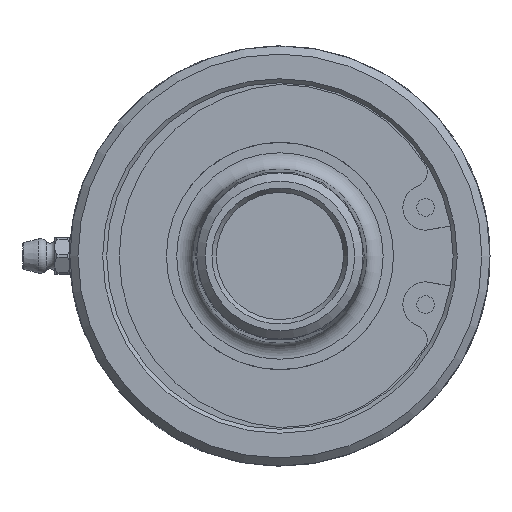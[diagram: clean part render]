
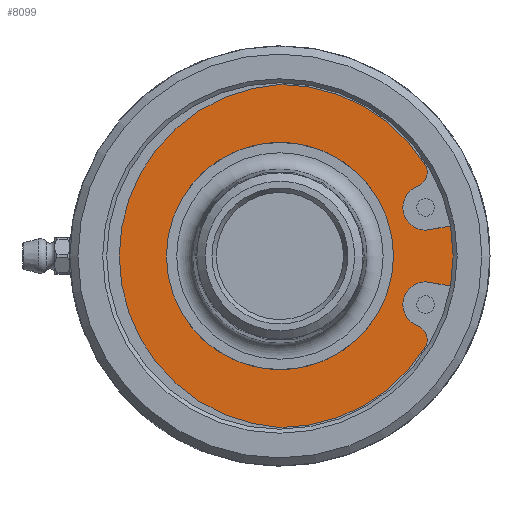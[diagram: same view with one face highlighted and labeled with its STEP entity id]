
A CAD part, left-side view. The second image highlights one B-rep face of the part: STEP entity #8099.
In plain terms, the highlighted planar face has unit normal (-1, 0, 0).
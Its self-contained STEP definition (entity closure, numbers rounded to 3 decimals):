
#372=PLANE('',#8766);
#511=FACE_BOUND('',#1488,.T.);
#1000=FACE_OUTER_BOUND('',#1487,.T.);
#1487=EDGE_LOOP('',(#5840,#5841,#5842,#5843,#5844,#5845,#5846,#5847,#5848,
#5849));
#1488=EDGE_LOOP('',(#5850,#5851));
#1977=CIRCLE('',#8624,22.325);
#1978=CIRCLE('',#8625,22.325);
#2040=CIRCLE('',#8732,4.474);
#2046=CIRCLE('',#8743,33.733);
#2048=CIRCLE('',#8746,2.949);
#2050=CIRCLE('',#8749,4.474);
#2052=CIRCLE('',#8752,2.949);
#2054=CIRCLE('',#8755,33.733);
#2056=CIRCLE('',#8758,33.806);
#2058=CIRCLE('',#8762,36.9);
#2382=LINE('',#12585,#2794);
#2386=LINE('',#12595,#2798);
#2794=VECTOR('',#9743,10.);
#2798=VECTOR('',#9749,10.);
#3312=VERTEX_POINT('',#12194);
#3313=VERTEX_POINT('',#12195);
#3398=VERTEX_POINT('',#12573);
#3399=VERTEX_POINT('',#12575);
#3402=VERTEX_POINT('',#12583);
#3406=VERTEX_POINT('',#12592);
#3407=VERTEX_POINT('',#12594);
#3414=VERTEX_POINT('',#12613);
#3415=VERTEX_POINT('',#12615);
#3417=VERTEX_POINT('',#12624);
#3419=VERTEX_POINT('',#12630);
#3421=VERTEX_POINT('',#12636);
#4172=EDGE_CURVE('',#3312,#3313,#1977,.T.);
#4173=EDGE_CURVE('',#3313,#3312,#1978,.T.);
#4304=EDGE_CURVE('',#3399,#3398,#2040,.T.);
#4309=EDGE_CURVE('',#3398,#3402,#2382,.T.);
#4313=EDGE_CURVE('',#3407,#3406,#2386,.T.);
#4323=EDGE_CURVE('',#3415,#3414,#2046,.T.);
#4326=EDGE_CURVE('',#3414,#3399,#2048,.T.);
#4329=EDGE_CURVE('',#3406,#3417,#2050,.T.);
#4332=EDGE_CURVE('',#3417,#3419,#2052,.T.);
#4335=EDGE_CURVE('',#3419,#3421,#2054,.T.);
#4337=EDGE_CURVE('',#3421,#3415,#2056,.T.);
#4339=EDGE_CURVE('',#3402,#3407,#2058,.T.);
#5840=ORIENTED_EDGE('',*,*,#4313,.T.);
#5841=ORIENTED_EDGE('',*,*,#4329,.T.);
#5842=ORIENTED_EDGE('',*,*,#4332,.T.);
#5843=ORIENTED_EDGE('',*,*,#4335,.T.);
#5844=ORIENTED_EDGE('',*,*,#4337,.T.);
#5845=ORIENTED_EDGE('',*,*,#4323,.T.);
#5846=ORIENTED_EDGE('',*,*,#4326,.T.);
#5847=ORIENTED_EDGE('',*,*,#4304,.T.);
#5848=ORIENTED_EDGE('',*,*,#4309,.T.);
#5849=ORIENTED_EDGE('',*,*,#4339,.T.);
#5850=ORIENTED_EDGE('',*,*,#4172,.T.);
#5851=ORIENTED_EDGE('',*,*,#4173,.T.);
#8099=ADVANCED_FACE('',(#1000,#511),#372,.F.);
#8624=AXIS2_PLACEMENT_3D('',#12196,#9487,#9488);
#8625=AXIS2_PLACEMENT_3D('',#12197,#9489,#9490);
#8732=AXIS2_PLACEMENT_3D('',#12576,#9735,#9736);
#8743=AXIS2_PLACEMENT_3D('',#12616,#9770,#9771);
#8746=AXIS2_PLACEMENT_3D('',#12620,#9777,#9778);
#8749=AXIS2_PLACEMENT_3D('',#12626,#9784,#9785);
#8752=AXIS2_PLACEMENT_3D('',#12632,#9791,#9792);
#8755=AXIS2_PLACEMENT_3D('',#12638,#9798,#9799);
#8758=AXIS2_PLACEMENT_3D('',#12641,#9804,#9805);
#8762=AXIS2_PLACEMENT_3D('',#12645,#9812,#9813);
#8766=AXIS2_PLACEMENT_3D('',#12650,#9820,#9821);
#9487=DIRECTION('center_axis',(1.,0.,0.));
#9488=DIRECTION('ref_axis',(0.,-1.,0.));
#9489=DIRECTION('center_axis',(1.,0.,0.));
#9490=DIRECTION('ref_axis',(0.,-1.,0.));
#9735=DIRECTION('center_axis',(1.,0.,0.));
#9736=DIRECTION('ref_axis',(0.,0.355,-0.935));
#9743=DIRECTION('',(0.,-0.985,-0.174));
#9749=DIRECTION('',(0.,0.985,-0.174));
#9770=DIRECTION('center_axis',(-1.,0.,0.));
#9771=DIRECTION('ref_axis',(0.,0.849,0.528));
#9777=DIRECTION('center_axis',(-1.,0.,0.));
#9778=DIRECTION('ref_axis',(0.,0.355,-0.935));
#9784=DIRECTION('center_axis',(1.,0.,0.));
#9785=DIRECTION('ref_axis',(0.,-0.046,-0.999));
#9791=DIRECTION('center_axis',(-1.,0.,0.));
#9792=DIRECTION('ref_axis',(0.,0.893,-0.451));
#9798=DIRECTION('center_axis',(-1.,0.,0.));
#9799=DIRECTION('ref_axis',(0.,0.,-1.));
#9804=DIRECTION('center_axis',(-1.,0.,0.));
#9805=DIRECTION('ref_axis',(0.,-0.066,0.998));
#9812=DIRECTION('center_axis',(-1.,0.,0.));
#9813=DIRECTION('ref_axis',(0.,1.,0.));
#9820=DIRECTION('center_axis',(1.,0.,0.));
#9821=DIRECTION('ref_axis',(0.,0.,-1.));
#12194=CARTESIAN_POINT('',(7.06,-22.325,0.));
#12195=CARTESIAN_POINT('',(7.06,22.325,0.));
#12196=CARTESIAN_POINT('Origin',(7.06,0.,
0.));
#12197=CARTESIAN_POINT('Origin',(7.06,0.,
0.));
#12573=CARTESIAN_POINT('',(7.06,-28.843,-5.086));
#12575=CARTESIAN_POINT('',(7.06,-27.053,-13.738));
#12576=CARTESIAN_POINT('Origin',(7.06,-28.639,-9.555));
#12583=CARTESIAN_POINT('',(7.06,-36.339,-6.408));
#12585=CARTESIAN_POINT('',(7.06,-4.374,-0.771));
#12592=CARTESIAN_POINT('',(7.06,-28.843,5.086));
#12594=CARTESIAN_POINT('',(7.06,-36.339,6.408));
#12595=CARTESIAN_POINT('',(7.06,-0.625,0.11));
#12613=CARTESIAN_POINT('',(7.06,-28.639,-17.825));
#12615=CARTESIAN_POINT('',(7.06,0.,-33.733));
#12616=CARTESIAN_POINT('Origin',(7.06,0.,0.));
#12620=CARTESIAN_POINT('Origin',(7.06,-26.007,-16.495));
#12624=CARTESIAN_POINT('',(7.06,-27.053,13.738));
#12626=CARTESIAN_POINT('Origin',(7.06,-28.639,9.555));
#12630=CARTESIAN_POINT('',(7.06,-28.639,17.825));
#12632=CARTESIAN_POINT('Origin',(7.06,-26.007,16.495));
#12636=CARTESIAN_POINT('',(7.06,0.,33.733));
#12638=CARTESIAN_POINT('Origin',(7.06,0.,0.));
#12641=CARTESIAN_POINT('Origin',(7.06,-2.225,0.));
#12645=CARTESIAN_POINT('Origin',(7.06,0.,0.));
#12650=CARTESIAN_POINT('Origin',(7.06,28.45,0.));
